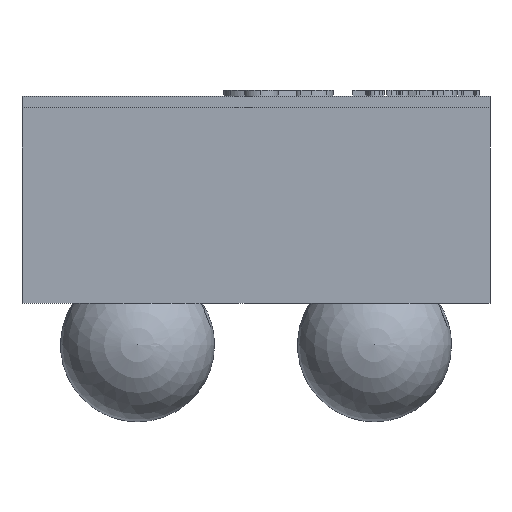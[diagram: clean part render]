
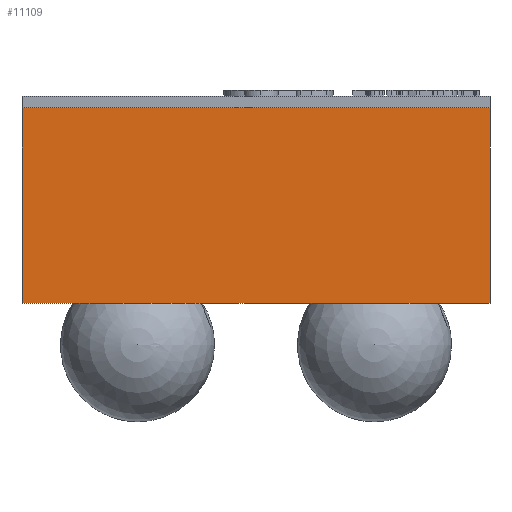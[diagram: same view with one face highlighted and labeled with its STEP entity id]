
A CAD part, front view. The second image highlights one B-rep face of the part: STEP entity #11109.
In plain terms, the highlighted planar face has unit normal (0, -1, 0).
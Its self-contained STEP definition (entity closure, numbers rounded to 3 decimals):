
#193 = EDGE_CURVE ( 'NONE', #3716, #2371, #7521, .T. ) ;
#991 = PLANE ( 'NONE',  #12071 ) ;
#1093 = CARTESIAN_POINT ( 'NONE',  ( 0.395, -0.395, 0. ) ) ;
#1332 = DIRECTION ( 'NONE',  ( 0., 0., 1. ) ) ;
#1923 = CARTESIAN_POINT ( 'NONE',  ( 0.395, -0.395, 0. ) ) ;
#1981 = EDGE_LOOP ( 'NONE', ( #2198, #4109, #9955, #14319 ) ) ;
#2001 = EDGE_CURVE ( 'NONE', #3708, #8573, #13948, .T. ) ;
#2078 = DIRECTION ( 'NONE',  ( 0., 0., 1. ) ) ;
#2198 = ORIENTED_EDGE ( 'NONE', *, *, #193, .T. ) ;
#2371 = VERTEX_POINT ( 'NONE', #3869 ) ;
#2577 = DIRECTION ( 'NONE',  ( 0., 1., 0. ) ) ;
#3345 = CARTESIAN_POINT ( 'NONE',  ( -0.395, -0.395, -0.33 ) ) ;
#3581 = CARTESIAN_POINT ( 'NONE',  ( -0.395, -0.395, -0.33 ) ) ;
#3708 = VERTEX_POINT ( 'NONE', #5600 ) ;
#3716 = VERTEX_POINT ( 'NONE', #1093 ) ;
#3869 = CARTESIAN_POINT ( 'NONE',  ( -0.395, -0.395, 0. ) ) ;
#4109 = ORIENTED_EDGE ( 'NONE', *, *, #6647, .F. ) ;
#4398 = VECTOR ( 'NONE', #8339, 1000. ) ;
#5600 = CARTESIAN_POINT ( 'NONE',  ( 0.395, -0.395, -0.33 ) ) ;
#5676 = VECTOR ( 'NONE', #10579, 1000. ) ;
#6350 = VECTOR ( 'NONE', #12202, 1000. ) ;
#6647 = EDGE_CURVE ( 'NONE', #8573, #2371, #8969, .T. ) ;
#7521 = LINE ( 'NONE', #1923, #6350 ) ;
#7697 = FACE_OUTER_BOUND ( 'NONE', #1981, .T. ) ;
#8339 = DIRECTION ( 'NONE',  ( -1., 0., 0. ) ) ;
#8573 = VERTEX_POINT ( 'NONE', #3581 ) ;
#8819 = LINE ( 'NONE', #13297, #9676 ) ;
#8969 = LINE ( 'NONE', #3345, #5676 ) ;
#9259 = CARTESIAN_POINT ( 'NONE',  ( 0.395, -0.395, -0.33 ) ) ;
#9676 = VECTOR ( 'NONE', #2078, 1000. ) ;
#9955 = ORIENTED_EDGE ( 'NONE', *, *, #2001, .F. ) ;
#9988 = EDGE_CURVE ( 'NONE', #3708, #3716, #8819, .T. ) ;
#10579 = DIRECTION ( 'NONE',  ( 0., 0., 1. ) ) ;
#11109 = ADVANCED_FACE ( 'NONE', ( #7697 ), #991, .F. ) ;
#12071 = AXIS2_PLACEMENT_3D ( 'NONE', #9259, #2577, #1332 ) ;
#12202 = DIRECTION ( 'NONE',  ( -1., 0., 0. ) ) ;
#12639 = CARTESIAN_POINT ( 'NONE',  ( 0.395, -0.395, -0.33 ) ) ;
#13297 = CARTESIAN_POINT ( 'NONE',  ( 0.395, -0.395, -0.33 ) ) ;
#13948 = LINE ( 'NONE', #12639, #4398 ) ;
#14319 = ORIENTED_EDGE ( 'NONE', *, *, #9988, .T. ) ;
